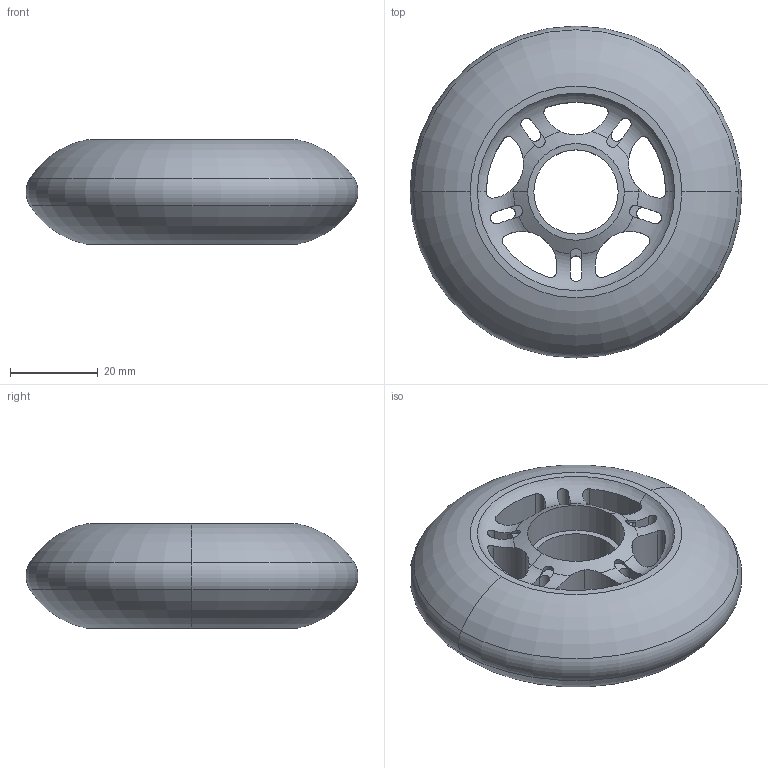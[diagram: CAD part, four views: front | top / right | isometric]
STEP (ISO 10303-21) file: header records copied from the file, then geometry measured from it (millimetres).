
FILE_DESCRIPTION (( 'STEP AP203' ), '1' );
FILE_NAME ('595616.STEP', '2014-07-15T16:22:54', ( 'Kyle' ), ( 'Microsoft' ), 'SwSTEP 2.0', 'SolidWorks 2014', '' );
FILE_SCHEMA (( 'CONFIG_CONTROL_DESIGN' ));
Length unit declared in the file: inch
Products named in the file (1): 595616
Bounding box: 75.53 x 75.53 x 23.72 mm (x, y, z)
Volume: 64273.9 mm3; surface area: 16689 mm2
Topology: 1 solids, 1 shells, 107 faces, 355 edges, 232 vertices
Faces by surface type: cylinder 65, plane 24, torus 14, cone 4
Entity records: 5058 total; most frequent: CARTESIAN_POINT 2086, ORIENTED_EDGE 710, DIRECTION 507, EDGE_CURVE 355, VERTEX_POINT 232, AXIS2_PLACEMENT_3D 199, B_SPLINE_CURVE_WITH_KNOTS 141, EDGE_LOOP 111
